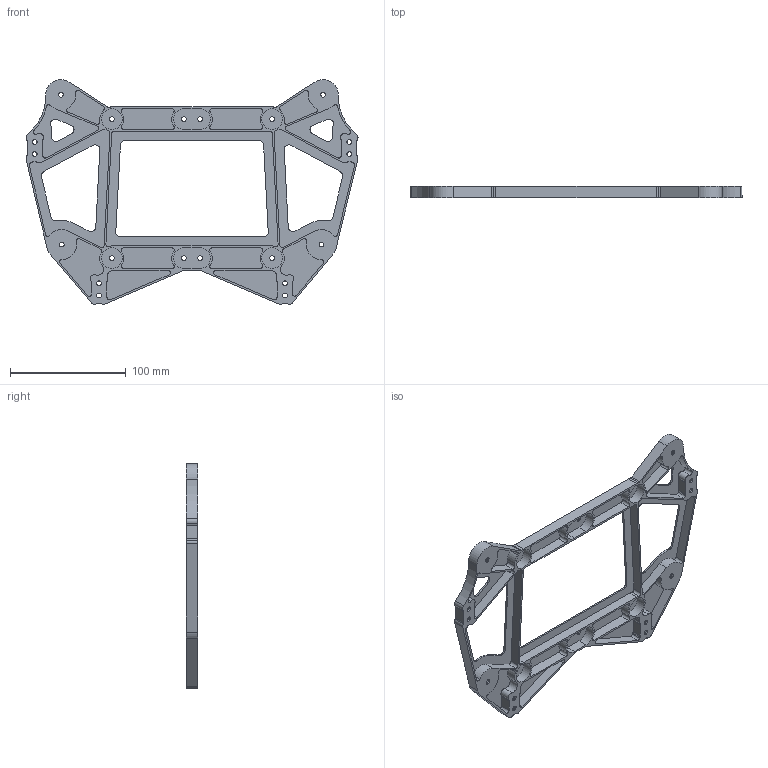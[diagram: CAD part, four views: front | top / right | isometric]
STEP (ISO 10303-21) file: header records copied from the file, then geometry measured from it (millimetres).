
FILE_DESCRIPTION(/* description */ (''),/* implementation_level */ '2;1');
FILE_NAME(/* name */ '01.04.35.50.01(плита1).stp',/* time_stamp */ '2019-01-09T17:00:23+03:00',/* author */ (''),/* organization */ (''),/* preprocessor_version */ 'ST-DEVELOPER v16',/* originating_system */ 'SIEMENS PLM Software NX 11.0',/* authorisation */ '');
FILE_SCHEMA (('AP203_CONFIGURATION_CONTROLLED_3D_DESIGN_OF_MECHANICAL_PARTS_AND_ASSEMBLIES_MIM_LF { 1 0 10303 403 2 1 2}'));
Length unit declared in the file: millimetre
Products named in the file (1): 01.04.35.50.01(плита1)
Bounding box: 286.51 x 10 x 193.74 mm (x, y, z)
Volume: 68891.1 mm3; surface area: 93218.6 mm2
Topology: 1 solids, 1 shells, 347 faces, 958 edges, 642 vertices
Faces by surface type: cylinder 218, plane 129
Full cylindrical faces by diameter (mm): 4.1 x20, 18 x4, 23 x4
Entity records: 11243 total; most frequent: DIRECTION 2051, CARTESIAN_POINT 1908, ORIENTED_EDGE 1842, EDGE_CURVE 921, AXIS2_PLACEMENT_3D 784, VERTEX_POINT 633, LINE 483, VECTOR 483
